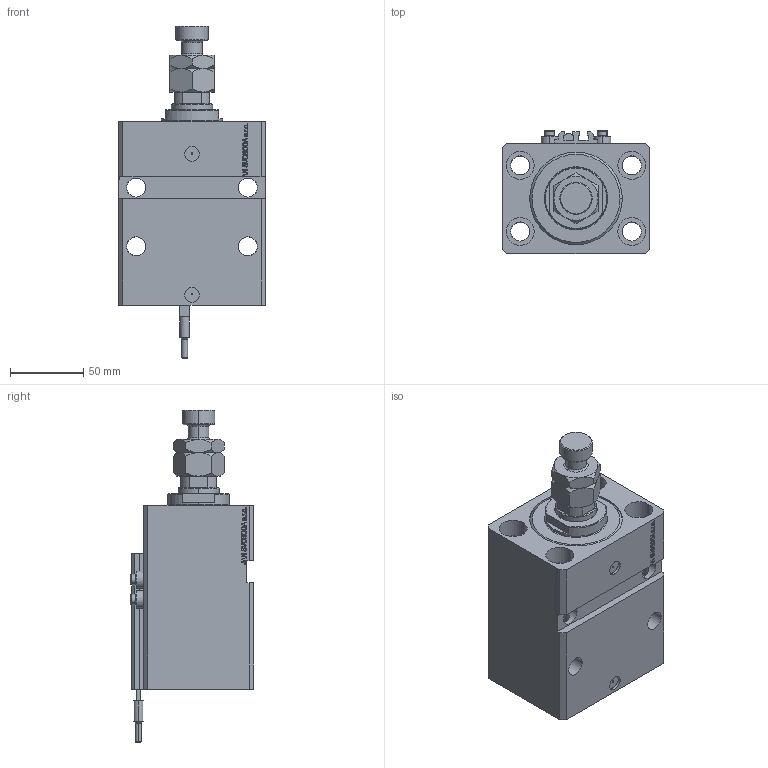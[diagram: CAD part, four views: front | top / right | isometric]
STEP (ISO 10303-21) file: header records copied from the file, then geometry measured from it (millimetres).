
FILE_DESCRIPTION (( 'STEP AP203' ), '1' );
FILE_NAME ('65f6.STEP', '2023-10-07T15:51:38', ( '' ), ( '' ), 'SwSTEP 2.0', 'SolidWorks 2019', '' );
FILE_SCHEMA (( 'CONFIG_CONTROL_DESIGN' ));
Length unit declared in the file: millimetre
Products named in the file (7): V250CE_VC_E 5c7ce4326af64d30b5ff5a9d231eb8cb; 65f6; V250CE_C_VCP 5c7ce4326af64d30b5ff5a9d231eb8cb; ALLEN BOLT V250CE 5c7ce4326af64d30b5ff5a9d231eb8cb; V250CE_E_Body 5c7ce4326af64d30b5ff5a9d231eb8cb; SWITCH_V250CE 5c7ce4326af64d30b5ff5a9d231eb8cb; MFA 5c7ce4326af64d30b5ff5a9d231eb8cb
Assembly tree (9 placements, depth 2):
  65f6
    V250CE_E_Body 5c7ce4326af64d30b5ff5a9d231eb8cb
    ALLEN BOLT V250CE 5c7ce4326af64d30b5ff5a9d231eb8cb  x4
    V250CE_C_VCP 5c7ce4326af64d30b5ff5a9d231eb8cb
    V250CE_VC_E 5c7ce4326af64d30b5ff5a9d231eb8cb
    MFA 5c7ce4326af64d30b5ff5a9d231eb8cb
    SWITCH_V250CE 5c7ce4326af64d30b5ff5a9d231eb8cb
Bounding box: 100 x 84 x 226 mm (x, y, z)
Volume: 795233.2 mm3; surface area: 157314.4 mm2
Topology: 10 solids, 10 shells, 1186 faces, 2940 edges, 1883 vertices
Faces by surface type: plane 567, bspline 357, cylinder 156, cone 86, torus 20
Entity records: 50668 total; most frequent: CARTESIAN_POINT 25725, ORIENTED_EDGE 5570, DIRECTION 3785, EDGE_CURVE 2785, VERTEX_POINT 1799, LINE 1659, VECTOR 1659, EDGE_LOOP 1250
